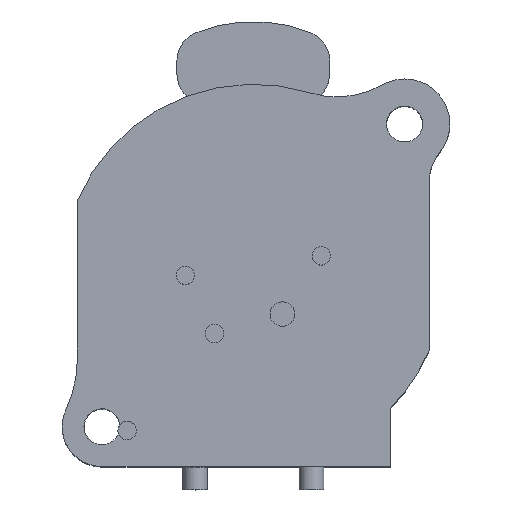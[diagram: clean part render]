
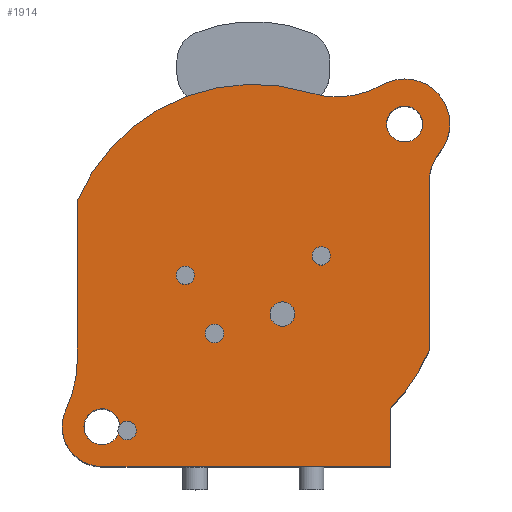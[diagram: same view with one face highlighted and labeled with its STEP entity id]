
A CAD part, top view. The second image highlights one B-rep face of the part: STEP entity #1914.
In plain terms, the highlighted planar face has unit normal (0, 0, 1).
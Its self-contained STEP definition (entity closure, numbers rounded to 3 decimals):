
#364=CARTESIAN_POINT('',(9.9,9.9,24.));
#365=DIRECTION('',(0.,0.,-1.));
#366=DIRECTION('',(1.,0.,0.));
#367=AXIS2_PLACEMENT_3D('',#364,#365,#366);
#372=CARTESIAN_POINT('',(9.9,9.9,24.));
#373=DIRECTION('',(0.,0.,-1.));
#374=DIRECTION('',(-1.,0.,0.));
#375=AXIS2_PLACEMENT_3D('',#372,#373,#374);
#380=DIRECTION('',(0.,-1.,0.));
#381=VECTOR('',#380,10.305);
#382=CARTESIAN_POINT('',(-11.5,4.899,24.));
#383=LINE('',#382,#381);
#387=CARTESIAN_POINT('',(0.,0.,24.));
#388=DIRECTION('',(0.,0.,1.));
#389=DIRECTION('',(0.295,0.955,0.));
#390=AXIS2_PLACEMENT_3D('',#387,#388,#389);
#395=CARTESIAN_POINT('',(5.466,17.674,24.));
#396=DIRECTION('',(0.,0.,-1.));
#397=DIRECTION('',(0.495,-0.869,0.));
#398=AXIS2_PLACEMENT_3D('',#395,#396,#397);
#403=CARTESIAN_POINT('',(9.9,9.9,24.));
#404=DIRECTION('',(0.,0.,1.));
#405=DIRECTION('',(0.773,-0.634,0.));
#406=AXIS2_PLACEMENT_3D('',#403,#404,#405);
#411=CARTESIAN_POINT('',(14.5,6.126,24.));
#412=DIRECTION('',(0.,0.,-1.));
#413=DIRECTION('',(-1.,0.,0.));
#414=AXIS2_PLACEMENT_3D('',#411,#412,#413);
#419=DIRECTION('',(0.,1.,0.));
#420=VECTOR('',#419,11.025);
#421=CARTESIAN_POINT('',(11.5,-4.899,24.));
#422=LINE('',#421,#420);
#426=CARTESIAN_POINT('',(0.,0.,24.));
#427=DIRECTION('',(0.,0.,1.));
#428=DIRECTION('',(0.72,-0.694,0.));
#429=AXIS2_PLACEMENT_3D('',#426,#427,#428);
#434=DIRECTION('',(0.,1.,0.));
#435=VECTOR('',#434,3.825);
#436=CARTESIAN_POINT('',(9.,-12.5,24.));
#437=LINE('',#436,#435);
#441=DIRECTION('',(1.,0.,0.));
#442=VECTOR('',#441,18.9);
#443=CARTESIAN_POINT('',(-9.9,-12.5,24.));
#444=LINE('',#443,#442);
#448=CARTESIAN_POINT('',(-9.9,-9.9,24.));
#449=DIRECTION('',(0.,0.,1.));
#450=DIRECTION('',(-0.906,0.424,0.));
#451=AXIS2_PLACEMENT_3D('',#448,#449,#450);
#456=CARTESIAN_POINT('',(-19.5,-5.406,24.));
#457=DIRECTION('',(0.,0.,-1.));
#458=DIRECTION('',(1.,0.,0.));
#459=AXIS2_PLACEMENT_3D('',#456,#457,#458);
#464=CARTESIAN_POINT('',(4.45,1.27,24.));
#465=DIRECTION('',(0.,0.,-1.));
#466=DIRECTION('',(-1.,0.,0.));
#467=AXIS2_PLACEMENT_3D('',#464,#465,#466);
#472=CARTESIAN_POINT('',(4.45,1.27,24.));
#473=DIRECTION('',(0.,0.,-1.));
#474=DIRECTION('',(1.,0.,0.));
#475=AXIS2_PLACEMENT_3D('',#472,#473,#474);
#480=CARTESIAN_POINT('',(-4.45,0.,24.));
#481=DIRECTION('',(0.,0.,-1.));
#482=DIRECTION('',(-1.,0.,0.));
#483=AXIS2_PLACEMENT_3D('',#480,#481,#482);
#488=CARTESIAN_POINT('',(-4.45,0.,24.));
#489=DIRECTION('',(0.,0.,-1.));
#490=DIRECTION('',(1.,0.,0.));
#491=AXIS2_PLACEMENT_3D('',#488,#489,#490);
#496=CARTESIAN_POINT('',(-2.54,-3.81,24.));
#497=DIRECTION('',(0.,0.,-1.));
#498=DIRECTION('',(-1.,0.,0.));
#499=AXIS2_PLACEMENT_3D('',#496,#497,#498);
#504=CARTESIAN_POINT('',(-2.54,-3.81,24.));
#505=DIRECTION('',(0.,0.,-1.));
#506=DIRECTION('',(1.,0.,0.));
#507=AXIS2_PLACEMENT_3D('',#504,#505,#506);
#512=CARTESIAN_POINT('',(1.905,-2.54,24.));
#513=DIRECTION('',(0.,0.,-1.));
#514=DIRECTION('',(-1.,0.,0.));
#515=AXIS2_PLACEMENT_3D('',#512,#513,#514);
#520=CARTESIAN_POINT('',(1.905,-2.54,24.));
#521=DIRECTION('',(0.,0.,-1.));
#522=DIRECTION('',(1.,0.,0.));
#523=AXIS2_PLACEMENT_3D('',#520,#521,#522);
#528=CARTESIAN_POINT('',(-8.255,-10.16,24.));
#529=DIRECTION('',(0.,0.,-1.));
#530=DIRECTION('',(-0.791,0.611,0.));
#531=AXIS2_PLACEMENT_3D('',#528,#529,#530);
#536=CARTESIAN_POINT('',(-9.9,-9.9,24.));
#537=DIRECTION('',(0.,0.,-1.));
#538=DIRECTION('',(-1.,0.,0.));
#539=AXIS2_PLACEMENT_3D('',#536,#537,#538);
#544=CARTESIAN_POINT('',(-9.9,-9.9,24.));
#545=DIRECTION('',(0.,0.,-1.));
#546=DIRECTION('',(0.919,-0.394,0.));
#547=AXIS2_PLACEMENT_3D('',#544,#545,#546);
#552=CARTESIAN_POINT('',(-8.255,-10.16,24.));
#553=DIRECTION('',(0.,0.,-1.));
#554=DIRECTION('',(1.,0.,0.));
#555=AXIS2_PLACEMENT_3D('',#552,#553,#554);
#1559=CARTESIAN_POINT('',(-11.5,4.899,24.));
#1560=CARTESIAN_POINT('',(-11.5,-5.406,24.));
#1561=VERTEX_POINT('',#1559);
#1562=VERTEX_POINT('',#1560);
#1563=CARTESIAN_POINT('',(-12.255,-8.798,24.));
#1564=CARTESIAN_POINT('',(-9.9,-12.5,24.));
#1565=VERTEX_POINT('',#1563);
#1566=VERTEX_POINT('',#1564);
#1567=CARTESIAN_POINT('',(9.,-12.5,24.));
#1568=VERTEX_POINT('',#1567);
#1569=CARTESIAN_POINT('',(11.5,-4.899,24.));
#1570=CARTESIAN_POINT('',(11.5,6.126,24.));
#1571=VERTEX_POINT('',#1569);
#1572=VERTEX_POINT('',#1570);
#1573=CARTESIAN_POINT('',(12.181,8.029,24.));
#1574=CARTESIAN_POINT('',(8.438,12.462,24.));
#1575=VERTEX_POINT('',#1573);
#1576=VERTEX_POINT('',#1574);
#1577=CARTESIAN_POINT('',(3.693,11.942,24.));
#1578=VERTEX_POINT('',#1577);
#1587=CARTESIAN_POINT('',(11.075,9.9,24.));
#1588=CARTESIAN_POINT('',(8.725,9.9,24.));
#1589=VERTEX_POINT('',#1587);
#1590=VERTEX_POINT('',#1588);
#1591=CARTESIAN_POINT('',(-11.075,-9.9,24.));
#1592=VERTEX_POINT('',#1591);
#1735=CARTESIAN_POINT('',(3.85,1.27,24.));
#1736=CARTESIAN_POINT('',(5.05,1.27,24.));
#1737=VERTEX_POINT('',#1735);
#1738=VERTEX_POINT('',#1736);
#1739=CARTESIAN_POINT('',(-5.05,0.,24.));
#1740=CARTESIAN_POINT('',(-3.85,0.,24.));
#1741=VERTEX_POINT('',#1739);
#1742=VERTEX_POINT('',#1740);
#1743=CARTESIAN_POINT('',(-3.14,-3.81,24.));
#1744=CARTESIAN_POINT('',(-1.94,-3.81,24.));
#1745=VERTEX_POINT('',#1743);
#1746=VERTEX_POINT('',#1744);
#1747=CARTESIAN_POINT('',(1.105,-2.54,24.));
#1748=CARTESIAN_POINT('',(2.705,-2.54,24.));
#1749=VERTEX_POINT('',#1747);
#1750=VERTEX_POINT('',#1748);
#1751=CARTESIAN_POINT('',(-8.73,-9.793,24.));
#1752=CARTESIAN_POINT('',(-7.655,-10.16,24.));
#1753=VERTEX_POINT('',#1751);
#1754=VERTEX_POINT('',#1752);
#1755=CARTESIAN_POINT('',(-8.82,-10.362,24.));
#1756=VERTEX_POINT('',#1755);
#1761=CARTESIAN_POINT('',(9.,-8.675,24.));
#1762=VERTEX_POINT('',#1761);
#1847=CARTESIAN_POINT('',(0.,0.,24.));
#1848=DIRECTION('',(0.,0.,1.));
#1849=DIRECTION('',(1.,0.,0.));
#1850=AXIS2_PLACEMENT_3D('',#1847,#1848,#1849);
#1851=PLANE('',#1850);
#1853=ORIENTED_EDGE('',*,*,#1852,.F.);
#1855=ORIENTED_EDGE('',*,*,#1854,.F.);
#1857=ORIENTED_EDGE('',*,*,#1856,.F.);
#1859=ORIENTED_EDGE('',*,*,#1858,.F.);
#1861=ORIENTED_EDGE('',*,*,#1860,.F.);
#1863=ORIENTED_EDGE('',*,*,#1862,.F.);
#1865=ORIENTED_EDGE('',*,*,#1864,.F.);
#1867=ORIENTED_EDGE('',*,*,#1866,.F.);
#1869=ORIENTED_EDGE('',*,*,#1868,.F.);
#1871=ORIENTED_EDGE('',*,*,#1870,.F.);
#1873=ORIENTED_EDGE('',*,*,#1872,.F.);
#1874=EDGE_LOOP('',(#1853,#1855,#1857,#1859,#1861,#1863,#1865,#1867,#1869,#1871,
#1873));
#1875=FACE_OUTER_BOUND('',#1874,.F.);
#1876=ORIENTED_EDGE('',*,*,#1827,.F.);
#1877=ORIENTED_EDGE('',*,*,#1841,.F.);
#1878=EDGE_LOOP('',(#1876,#1877));
#1879=FACE_BOUND('',#1878,.F.);
#1881=ORIENTED_EDGE('',*,*,#1880,.F.);
#1883=ORIENTED_EDGE('',*,*,#1882,.F.);
#1884=EDGE_LOOP('',(#1881,#1883));
#1885=FACE_BOUND('',#1884,.F.);
#1887=ORIENTED_EDGE('',*,*,#1886,.F.);
#1889=ORIENTED_EDGE('',*,*,#1888,.F.);
#1890=EDGE_LOOP('',(#1887,#1889));
#1891=FACE_BOUND('',#1890,.F.);
#1893=ORIENTED_EDGE('',*,*,#1892,.F.);
#1895=ORIENTED_EDGE('',*,*,#1894,.F.);
#1896=EDGE_LOOP('',(#1893,#1895));
#1897=FACE_BOUND('',#1896,.F.);
#1899=ORIENTED_EDGE('',*,*,#1898,.F.);
#1901=ORIENTED_EDGE('',*,*,#1900,.F.);
#1902=EDGE_LOOP('',(#1899,#1901));
#1903=FACE_BOUND('',#1902,.F.);
#1905=ORIENTED_EDGE('',*,*,#1904,.F.);
#1907=ORIENTED_EDGE('',*,*,#1906,.F.);
#1909=ORIENTED_EDGE('',*,*,#1908,.F.);
#1911=ORIENTED_EDGE('',*,*,#1910,.F.);
#1912=EDGE_LOOP('',(#1905,#1907,#1909,#1911));
#1913=FACE_BOUND('',#1912,.F.);
#368=CIRCLE('',#367,1.175);
#376=CIRCLE('',#375,1.175);
#391=CIRCLE('',#390,12.5);
#399=CIRCLE('',#398,6.);
#407=CIRCLE('',#406,2.95);
#415=CIRCLE('',#414,3.);
#430=CIRCLE('',#429,12.5);
#452=CIRCLE('',#451,2.6);
#460=CIRCLE('',#459,8.);
#468=CIRCLE('',#467,0.6);
#476=CIRCLE('',#475,0.6);
#484=CIRCLE('',#483,0.6);
#492=CIRCLE('',#491,0.6);
#500=CIRCLE('',#499,0.6);
#508=CIRCLE('',#507,0.6);
#516=CIRCLE('',#515,0.8);
#524=CIRCLE('',#523,0.8);
#532=CIRCLE('',#531,0.6);
#540=CIRCLE('',#539,1.175);
#548=CIRCLE('',#547,1.175);
#556=CIRCLE('',#555,0.6);
#1827=EDGE_CURVE('',#1589,#1590,#368,.T.);
#1841=EDGE_CURVE('',#1590,#1589,#376,.T.);
#1852=EDGE_CURVE('',#1561,#1562,#383,.T.);
#1854=EDGE_CURVE('',#1578,#1561,#391,.T.);
#1856=EDGE_CURVE('',#1576,#1578,#399,.T.);
#1858=EDGE_CURVE('',#1575,#1576,#407,.T.);
#1860=EDGE_CURVE('',#1572,#1575,#415,.T.);
#1862=EDGE_CURVE('',#1571,#1572,#422,.T.);
#1864=EDGE_CURVE('',#1762,#1571,#430,.T.);
#1866=EDGE_CURVE('',#1568,#1762,#437,.T.);
#1868=EDGE_CURVE('',#1566,#1568,#444,.T.);
#1870=EDGE_CURVE('',#1565,#1566,#452,.T.);
#1872=EDGE_CURVE('',#1562,#1565,#460,.T.);
#1880=EDGE_CURVE('',#1737,#1738,#468,.T.);
#1882=EDGE_CURVE('',#1738,#1737,#476,.T.);
#1886=EDGE_CURVE('',#1741,#1742,#484,.T.);
#1888=EDGE_CURVE('',#1742,#1741,#492,.T.);
#1892=EDGE_CURVE('',#1745,#1746,#500,.T.);
#1894=EDGE_CURVE('',#1746,#1745,#508,.T.);
#1898=EDGE_CURVE('',#1749,#1750,#516,.T.);
#1900=EDGE_CURVE('',#1750,#1749,#524,.T.);
#1904=EDGE_CURVE('',#1753,#1754,#532,.T.);
#1906=EDGE_CURVE('',#1592,#1753,#540,.T.);
#1908=EDGE_CURVE('',#1756,#1592,#548,.T.);
#1910=EDGE_CURVE('',#1754,#1756,#556,.T.);
#1914=ADVANCED_FACE('',(#1875,#1879,#1885,#1891,#1897,#1903,#1913),#1851,.T.);
